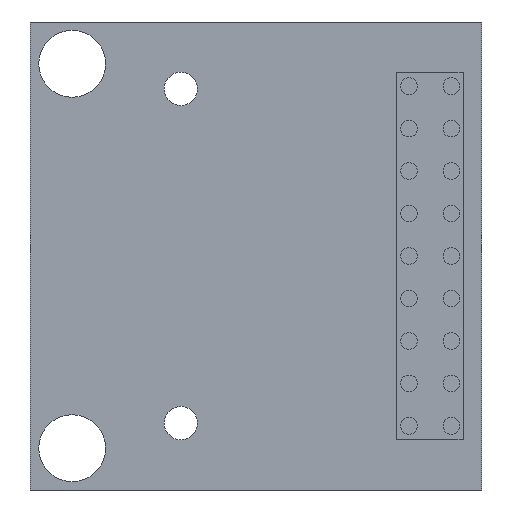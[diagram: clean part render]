
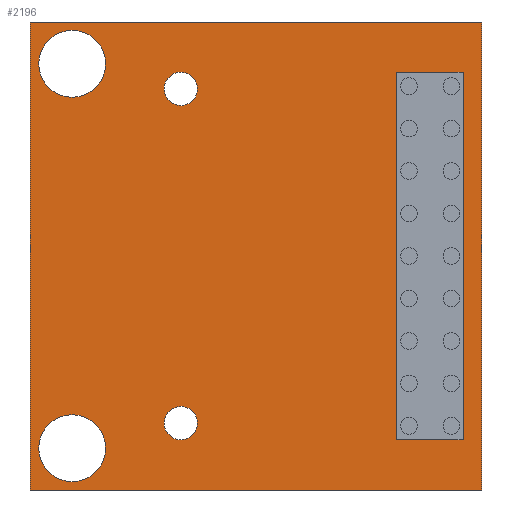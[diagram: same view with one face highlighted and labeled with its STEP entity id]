
A CAD part, left-side view. The second image highlights one B-rep face of the part: STEP entity #2196.
In plain terms, the highlighted planar face has unit normal (-1, 0, 0).
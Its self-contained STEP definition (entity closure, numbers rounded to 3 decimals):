
#90 = ORIENTED_EDGE ( 'NONE', *, *, #3773, .F. ) ;
#116 = CARTESIAN_POINT ( 'NONE',  ( 0., 24.5, 25.5 ) ) ;
#135 = DIRECTION ( 'NONE',  ( 0., 0., -1. ) ) ;
#179 = CARTESIAN_POINT ( 'NONE',  ( 0., 1.112, 2.995 ) ) ;
#195 = EDGE_CURVE ( 'NONE', #230, #625, #3101, .T. ) ;
#202 = FACE_BOUND ( 'NONE', #3851, .T. ) ;
#230 = VERTEX_POINT ( 'NONE', #556 ) ;
#349 = CARTESIAN_POINT ( 'NONE',  ( 0., 5.112, 2.995 ) ) ;
#398 = DIRECTION ( 'NONE',  ( 0., 0., -1. ) ) ;
#420 = EDGE_CURVE ( 'NONE', #1611, #230, #2625, .T. ) ;
#423 = AXIS2_PLACEMENT_3D ( 'NONE', #1201, #589, #1240 ) ;
#476 = CARTESIAN_POINT ( 'NONE',  ( 0., 5.112, 24.995 ) ) ;
#500 = CIRCLE ( 'NONE', #2577, 1. ) ;
#504 = VECTOR ( 'NONE', #1916, 1000. ) ;
#510 = CARTESIAN_POINT ( 'NONE',  ( 0., 18., 24. ) ) ;
#517 = CARTESIAN_POINT ( 'NONE',  ( 0., 18., 24. ) ) ;
#527 = DIRECTION ( 'NONE',  ( 0., 0., -1. ) ) ;
#553 = AXIS2_PLACEMENT_3D ( 'NONE', #1474, #2814, #2771 ) ;
#556 = CARTESIAN_POINT ( 'NONE',  ( 0., 27., 28. ) ) ;
#589 = DIRECTION ( 'NONE',  ( 1., 0., 0. ) ) ;
#605 = LINE ( 'NONE', #1283, #504 ) ;
#607 = EDGE_LOOP ( 'NONE', ( #1297, #2469 ) ) ;
#625 = VERTEX_POINT ( 'NONE', #1224 ) ;
#635 = CARTESIAN_POINT ( 'NONE',  ( 0., 24.5, 0.5 ) ) ;
#751 = LINE ( 'NONE', #2100, #3699 ) ;
#772 = CIRCLE ( 'NONE', #553, 2. ) ;
#794 = CARTESIAN_POINT ( 'NONE',  ( 0., 5.112, 2.995 ) ) ;
#795 = VECTOR ( 'NONE', #3588, 1000. ) ;
#821 = CARTESIAN_POINT ( 'NONE',  ( 0., 5.112, 2.995 ) ) ;
#830 = LINE ( 'NONE', #794, #3155 ) ;
#844 = AXIS2_PLACEMENT_3D ( 'NONE', #510, #1441, #1179 ) ;
#873 = FACE_BOUND ( 'NONE', #3390, .T. ) ;
#890 = EDGE_LOOP ( 'NONE', ( #1667, #2954 ) ) ;
#898 = ORIENTED_EDGE ( 'NONE', *, *, #3289, .T. ) ;
#903 = EDGE_CURVE ( 'NONE', #1368, #4084, #830, .T. ) ;
#967 = CARTESIAN_POINT ( 'NONE',  ( 0., 27., 0. ) ) ;
#976 = CARTESIAN_POINT ( 'NONE',  ( 0., 24.5, 25.5 ) ) ;
#996 = CARTESIAN_POINT ( 'NONE',  ( 0., 24.5, 23.5 ) ) ;
#1021 = EDGE_CURVE ( 'NONE', #2266, #1704, #3095, .T. ) ;
#1040 = CARTESIAN_POINT ( 'NONE',  ( 0., 27., 0. ) ) ;
#1108 = CARTESIAN_POINT ( 'NONE',  ( 0., 0., 28. ) ) ;
#1126 = VECTOR ( 'NONE', #2996, 1000. ) ;
#1129 = VECTOR ( 'NONE', #2351, 1000. ) ;
#1151 = VERTEX_POINT ( 'NONE', #1377 ) ;
#1174 = LINE ( 'NONE', #2755, #3984 ) ;
#1179 = DIRECTION ( 'NONE',  ( 0., 0., -1. ) ) ;
#1180 = EDGE_CURVE ( 'NONE', #1612, #2676, #4063, .T. ) ;
#1201 = CARTESIAN_POINT ( 'NONE',  ( 0., 0., 0. ) ) ;
#1224 = CARTESIAN_POINT ( 'NONE',  ( 0., 0., 28. ) ) ;
#1240 = DIRECTION ( 'NONE',  ( 0., 0., -1. ) ) ;
#1267 = AXIS2_PLACEMENT_3D ( 'NONE', #517, #1840, #3180 ) ;
#1283 = CARTESIAN_POINT ( 'NONE',  ( 0., 0., 0. ) ) ;
#1297 = ORIENTED_EDGE ( 'NONE', *, *, #1180, .T. ) ;
#1358 = EDGE_LOOP ( 'NONE', ( #4267, #1857, #3227, #2061 ) ) ;
#1368 = VERTEX_POINT ( 'NONE', #476 ) ;
#1377 = CARTESIAN_POINT ( 'NONE',  ( 0., 18., 25. ) ) ;
#1419 = DIRECTION ( 'NONE',  ( 0., 1., 0. ) ) ;
#1440 = DIRECTION ( 'NONE',  ( 0., 0., -1. ) ) ;
#1441 = DIRECTION ( 'NONE',  ( 1., 0., 0. ) ) ;
#1472 = CIRCLE ( 'NONE', #1267, 1. ) ;
#1474 = CARTESIAN_POINT ( 'NONE',  ( 0., 24.5, 2.5 ) ) ;
#1516 = PLANE ( 'NONE',  #423 ) ;
#1537 = DIRECTION ( 'NONE',  ( 0., 0., -1. ) ) ;
#1575 = VERTEX_POINT ( 'NONE', #2349 ) ;
#1598 = AXIS2_PLACEMENT_3D ( 'NONE', #2795, #3458, #1440 ) ;
#1611 = VERTEX_POINT ( 'NONE', #1040 ) ;
#1612 = VERTEX_POINT ( 'NONE', #996 ) ;
#1667 = ORIENTED_EDGE ( 'NONE', *, *, #2042, .T. ) ;
#1676 = VERTEX_POINT ( 'NONE', #2652 ) ;
#1704 = VERTEX_POINT ( 'NONE', #3871 ) ;
#1724 = LINE ( 'NONE', #2081, #1126 ) ;
#1840 = DIRECTION ( 'NONE',  ( 1., 0., 0. ) ) ;
#1857 = ORIENTED_EDGE ( 'NONE', *, *, #3743, .F. ) ;
#1884 = CIRCLE ( 'NONE', #844, 1. ) ;
#1897 = FACE_BOUND ( 'NONE', #607, .T. ) ;
#1904 = AXIS2_PLACEMENT_3D ( 'NONE', #116, #3128, #135 ) ;
#1916 = DIRECTION ( 'NONE',  ( 0., 0., -1. ) ) ;
#1966 = CARTESIAN_POINT ( 'NONE',  ( 0., 1.112, 24.995 ) ) ;
#1982 = EDGE_CURVE ( 'NONE', #2676, #1612, #2674, .T. ) ;
#2031 = EDGE_LOOP ( 'NONE', ( #898, #3071 ) ) ;
#2042 = EDGE_CURVE ( 'NONE', #1676, #1575, #2863, .T. ) ;
#2061 = ORIENTED_EDGE ( 'NONE', *, *, #420, .F. ) ;
#2081 = CARTESIAN_POINT ( 'NONE',  ( 0., 5.112, 24.995 ) ) ;
#2100 = CARTESIAN_POINT ( 'NONE',  ( 0., 0., 0. ) ) ;
#2196 = ADVANCED_FACE ( 'NONE', ( #2592, #4230, #3193, #873, #1897, #202 ), #1516, .F. ) ;
#2254 = VECTOR ( 'NONE', #2298, 1000. ) ;
#2266 = VERTEX_POINT ( 'NONE', #635 ) ;
#2298 = DIRECTION ( 'NONE',  ( 0., 0., 1. ) ) ;
#2349 = CARTESIAN_POINT ( 'NONE',  ( 0., 18., 5. ) ) ;
#2351 = DIRECTION ( 'NONE',  ( 0., -1., 0. ) ) ;
#2469 = ORIENTED_EDGE ( 'NONE', *, *, #1982, .T. ) ;
#2482 = EDGE_CURVE ( 'NONE', #1704, #2266, #772, .T. ) ;
#2491 = VERTEX_POINT ( 'NONE', #179 ) ;
#2505 = EDGE_CURVE ( 'NONE', #3252, #1611, #751, .T. ) ;
#2577 = AXIS2_PLACEMENT_3D ( 'NONE', #2584, #2943, #3924 ) ;
#2584 = CARTESIAN_POINT ( 'NONE',  ( 0., 18., 4. ) ) ;
#2592 = FACE_OUTER_BOUND ( 'NONE', #1358, .T. ) ;
#2625 = LINE ( 'NONE', #967, #2254 ) ;
#2652 = CARTESIAN_POINT ( 'NONE',  ( 0., 18., 3. ) ) ;
#2674 = CIRCLE ( 'NONE', #1904, 2. ) ;
#2676 = VERTEX_POINT ( 'NONE', #3685 ) ;
#2755 = CARTESIAN_POINT ( 'NONE',  ( 0., 1.112, 2.995 ) ) ;
#2771 = DIRECTION ( 'NONE',  ( 0., 0., -1. ) ) ;
#2795 = CARTESIAN_POINT ( 'NONE',  ( 0., 18., 4. ) ) ;
#2814 = DIRECTION ( 'NONE',  ( 1., 0., 0. ) ) ;
#2863 = CIRCLE ( 'NONE', #1598, 1. ) ;
#2918 = CARTESIAN_POINT ( 'NONE',  ( 0., 18., 23. ) ) ;
#2919 = DIRECTION ( 'NONE',  ( 1., 0., 0. ) ) ;
#2943 = DIRECTION ( 'NONE',  ( 1., 0., 0. ) ) ;
#2954 = ORIENTED_EDGE ( 'NONE', *, *, #3725, .T. ) ;
#2996 = DIRECTION ( 'NONE',  ( 0., 1., 0. ) ) ;
#3024 = AXIS2_PLACEMENT_3D ( 'NONE', #976, #4037, #398 ) ;
#3071 = ORIENTED_EDGE ( 'NONE', *, *, #4148, .T. ) ;
#3095 = CIRCLE ( 'NONE', #3995, 2. ) ;
#3101 = LINE ( 'NONE', #1108, #795 ) ;
#3128 = DIRECTION ( 'NONE',  ( 1., 0., 0. ) ) ;
#3155 = VECTOR ( 'NONE', #527, 1000. ) ;
#3180 = DIRECTION ( 'NONE',  ( 0., 0., -1. ) ) ;
#3193 = FACE_BOUND ( 'NONE', #2031, .T. ) ;
#3227 = ORIENTED_EDGE ( 'NONE', *, *, #195, .F. ) ;
#3252 = VERTEX_POINT ( 'NONE', #4169 ) ;
#3289 = EDGE_CURVE ( 'NONE', #3680, #1151, #1884, .T. ) ;
#3390 = EDGE_LOOP ( 'NONE', ( #3646, #3449 ) ) ;
#3401 = VERTEX_POINT ( 'NONE', #1966 ) ;
#3449 = ORIENTED_EDGE ( 'NONE', *, *, #2482, .T. ) ;
#3455 = EDGE_CURVE ( 'NONE', #3401, #1368, #1724, .T. ) ;
#3458 = DIRECTION ( 'NONE',  ( 1., 0., 0. ) ) ;
#3588 = DIRECTION ( 'NONE',  ( 0., -1., 0. ) ) ;
#3637 = EDGE_CURVE ( 'NONE', #2491, #3401, #1174, .T. ) ;
#3646 = ORIENTED_EDGE ( 'NONE', *, *, #1021, .T. ) ;
#3661 = LINE ( 'NONE', #349, #1129 ) ;
#3680 = VERTEX_POINT ( 'NONE', #2918 ) ;
#3685 = CARTESIAN_POINT ( 'NONE',  ( 0., 24.5, 27.5 ) ) ;
#3699 = VECTOR ( 'NONE', #1419, 1000. ) ;
#3725 = EDGE_CURVE ( 'NONE', #1575, #1676, #500, .T. ) ;
#3743 = EDGE_CURVE ( 'NONE', #625, #3252, #605, .T. ) ;
#3773 = EDGE_CURVE ( 'NONE', #4084, #2491, #3661, .T. ) ;
#3851 = EDGE_LOOP ( 'NONE', ( #90, #3987, #3975, #4295 ) ) ;
#3871 = CARTESIAN_POINT ( 'NONE',  ( 0., 24.5, 4.5 ) ) ;
#3924 = DIRECTION ( 'NONE',  ( 0., 0., -1. ) ) ;
#3975 = ORIENTED_EDGE ( 'NONE', *, *, #3455, .F. ) ;
#3984 = VECTOR ( 'NONE', #4082, 1000. ) ;
#3987 = ORIENTED_EDGE ( 'NONE', *, *, #903, .F. ) ;
#3995 = AXIS2_PLACEMENT_3D ( 'NONE', #4293, #2919, #1537 ) ;
#4037 = DIRECTION ( 'NONE',  ( 1., 0., 0. ) ) ;
#4063 = CIRCLE ( 'NONE', #3024, 2. ) ;
#4082 = DIRECTION ( 'NONE',  ( 0., 0., 1. ) ) ;
#4084 = VERTEX_POINT ( 'NONE', #821 ) ;
#4148 = EDGE_CURVE ( 'NONE', #1151, #3680, #1472, .T. ) ;
#4169 = CARTESIAN_POINT ( 'NONE',  ( 0., 0., 0. ) ) ;
#4230 = FACE_BOUND ( 'NONE', #890, .T. ) ;
#4267 = ORIENTED_EDGE ( 'NONE', *, *, #2505, .F. ) ;
#4293 = CARTESIAN_POINT ( 'NONE',  ( 0., 24.5, 2.5 ) ) ;
#4295 = ORIENTED_EDGE ( 'NONE', *, *, #3637, .F. ) ;
